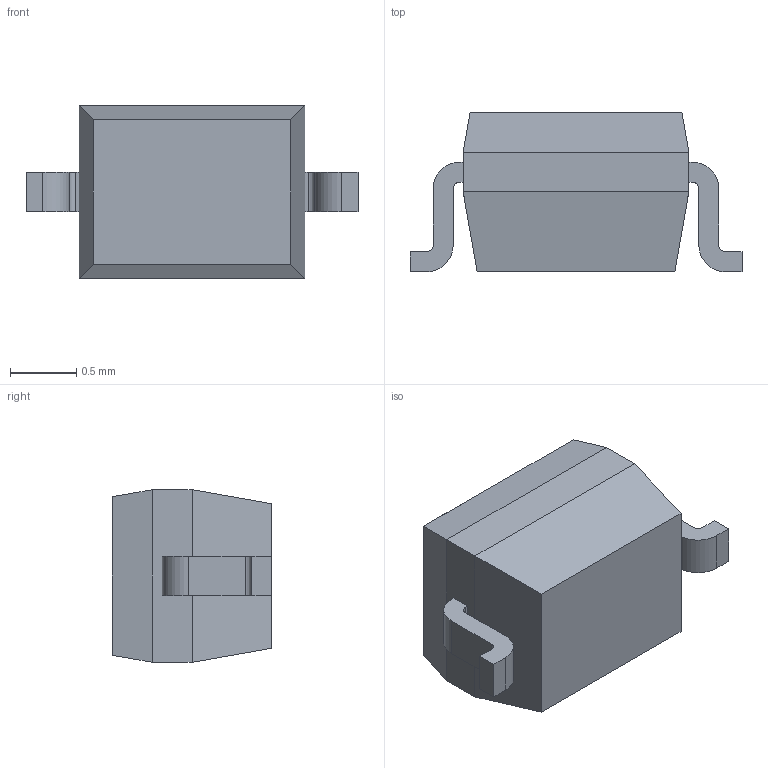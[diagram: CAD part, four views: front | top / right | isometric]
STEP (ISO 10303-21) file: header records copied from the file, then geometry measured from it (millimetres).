
FILE_DESCRIPTION (( 'STEP AP214' ), '1' );
FILE_NAME ( 'SOD250X130X120L30X30.step', '2020-09-05T20:50:25', ( '' ), ( '' ), 'Part was generated with the free Library Expert Lite available at www.PCBLibraries.com. Removing line will violate the End User License Agreement.', '©2017 PCB Libraries, Inc.', '' );
FILE_SCHEMA (( 'AUTOMOTIVE_DESIGN' ));
Length unit declared in the file: millimetre
Products named in the file (1): SOD250X130X120L30X30
Bounding box: 2.5 x 1.2 x 1.3 mm (x, y, z)
Volume: 2.5 mm3; surface area: 12.4 mm2
Topology: 3 solids, 3 shells, 47 faces, 111 edges, 70 vertices
Faces by surface type: plane 39, cylinder 8
Entity records: 1528 total; most frequent: CARTESIAN_POINT 229, DIRECTION 223, ORIENTED_EDGE 222, EDGE_CURVE 111, VECTOR 95, LINE 95, VERTEX_POINT 70, AXIS2_PLACEMENT_3D 64
